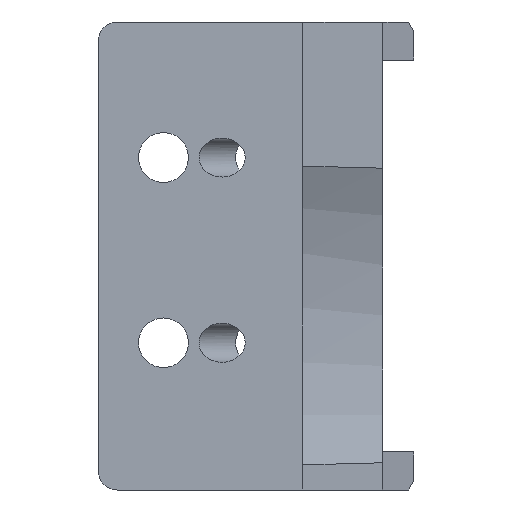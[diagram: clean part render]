
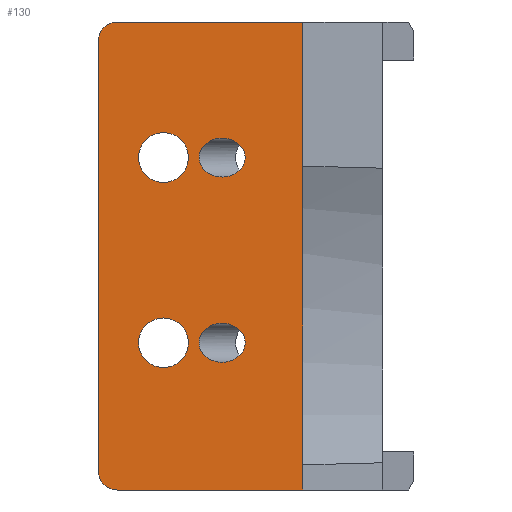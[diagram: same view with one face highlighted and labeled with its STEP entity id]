
A CAD part, front view. The second image highlights one B-rep face of the part: STEP entity #130.
In plain terms, the highlighted planar face has unit normal (0, -1, 0).
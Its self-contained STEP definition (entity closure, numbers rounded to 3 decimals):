
#30 = VERTEX_POINT ( 'NONE', #389 ) ;
#36 = CARTESIAN_POINT ( 'NONE',  ( -7.034, 4.125, 17.05 ) ) ;
#38 = AXIS2_PLACEMENT_3D ( 'NONE', #301, #508, #598 ) ;
#41 = CARTESIAN_POINT ( 'NONE',  ( -9.392, 4.125, 7.55 ) ) ;
#51 = VERTEX_POINT ( 'NONE', #230 ) ;
#52 = CARTESIAN_POINT ( 'NONE',  ( -14.571, 4.125, 1. ) ) ;
#55 = CARTESIAN_POINT ( 'NONE',  ( -7.034, 4.125, 15.05 ) ) ;
#60 = CARTESIAN_POINT ( 'NONE',  ( -9.392, 4.125, 19.05 ) ) ;
#84 = VERTEX_POINT ( 'NONE', #94 ) ;
#90 = FACE_BOUND ( 'NONE', #530, .T. ) ;
#94 = CARTESIAN_POINT ( 'NONE',  ( -11.221, 4.125, 8.825 ) ) ;
#97 = CARTESIAN_POINT ( 'NONE',  ( -14.571, 4.125, 24. ) ) ;
#100 = VERTEX_POINT ( 'NONE', #36 ) ;
#112 = FACE_BOUND ( 'NONE', #761, .T. ) ;
#114 = DIRECTION ( 'NONE',  ( 0., 0., 1. ) ) ;
#120 = EDGE_LOOP ( 'NONE', ( #182 ) ) ;
#122 = EDGE_CURVE ( 'NONE', #30, #30, #946, .T. ) ;
#130 = ADVANCED_FACE ( 'NONE', ( #90, #461, #782, #112, #689 ), #851, .F. ) ;
#150 = LINE ( 'NONE', #445, #526 ) ;
#171 = EDGE_CURVE ( 'NONE', #51, #244, #328, .T. ) ;
#173 = CARTESIAN_POINT ( 'NONE',  ( -7.034, 4.125, 5.55 ) ) ;
#180 = DIRECTION ( 'NONE',  ( 0., 0., 1. ) ) ;
#182 = ORIENTED_EDGE ( 'NONE', *, *, #779, .T. ) ;
#185 = CARTESIAN_POINT ( 'NONE',  ( -7.034, 4.125, 9.55 ) ) ;
#192 = ORIENTED_EDGE ( 'NONE', *, *, #609, .T. ) ;
#193 = CIRCLE ( 'NONE', #38, 1. ) ;
#224 = EDGE_CURVE ( 'NONE', #100, #100, #302, .T. ) ;
#228 = CARTESIAN_POINT ( 'NONE',  ( -4.071, 4.125, 24. ) ) ;
#230 = CARTESIAN_POINT ( 'NONE',  ( -13.571, 4.125, 0. ) ) ;
#243 = DIRECTION ( 'NONE',  ( 1., 0., 0. ) ) ;
#244 = VERTEX_POINT ( 'NONE', #561 ) ;
#296 = AXIS2_PLACEMENT_3D ( 'NONE', #97, #400, #180 ) ;
#301 = CARTESIAN_POINT ( 'NONE',  ( -13.571, 4.125, 23. ) ) ;
#302 =( BOUNDED_CURVE ( )  B_SPLINE_CURVE ( 3, ( #945, #55, #950, #874, #60, #495, #347 ),
 .UNSPECIFIED., .T., .T. ) 
 B_SPLINE_CURVE_WITH_KNOTS ( ( 4, 3, 4 ),
 ( 0., 3.142, 6.283 ),
 .UNSPECIFIED. ) 
 CURVE ( )  GEOMETRIC_REPRESENTATION_ITEM ( )  RATIONAL_B_SPLINE_CURVE ( ( 1., 0.333, 0.333, 1., 0.333, 0.333, 1. ) ) 
 REPRESENTATION_ITEM ( '' )  );
#308 = DIRECTION ( 'NONE',  ( 0., 1., 0. ) ) ;
#319 = CIRCLE ( 'NONE', #563, 1.275 ) ;
#327 = ORIENTED_EDGE ( 'NONE', *, *, #663, .F. ) ;
#328 = LINE ( 'NONE', #708, #406 ) ;
#331 = CARTESIAN_POINT ( 'NONE',  ( -11.221, 4.125, 18.325 ) ) ;
#345 = LINE ( 'NONE', #715, #939 ) ;
#347 = CARTESIAN_POINT ( 'NONE',  ( -7.034, 4.125, 17.05 ) ) ;
#351 = CIRCLE ( 'NONE', #423, 1.275 ) ;
#370 = DIRECTION ( 'NONE',  ( 0., 0., -1. ) ) ;
#389 = CARTESIAN_POINT ( 'NONE',  ( -7.034, 4.125, 7.55 ) ) ;
#397 = EDGE_CURVE ( 'NONE', #840, #619, #150, .T. ) ;
#400 = DIRECTION ( 'NONE',  ( 0., 1., 0. ) ) ;
#406 = VECTOR ( 'NONE', #243, 1000. ) ;
#408 = ORIENTED_EDGE ( 'NONE', *, *, #634, .F. ) ;
#423 = AXIS2_PLACEMENT_3D ( 'NONE', #749, #308, #504 ) ;
#427 = DIRECTION ( 'NONE',  ( 0., 0., -1. ) ) ;
#445 = CARTESIAN_POINT ( 'NONE',  ( -14.571, 4.125, 24. ) ) ;
#461 = FACE_BOUND ( 'NONE', #830, .T. ) ;
#466 = CARTESIAN_POINT ( 'NONE',  ( -9.392, 4.125, 9.55 ) ) ;
#467 = CIRCLE ( 'NONE', #624, 1. ) ;
#477 = CARTESIAN_POINT ( 'NONE',  ( -9.392, 4.125, 5.55 ) ) ;
#495 = CARTESIAN_POINT ( 'NONE',  ( -7.034, 4.125, 19.05 ) ) ;
#504 = DIRECTION ( 'NONE',  ( 0., 0., 1. ) ) ;
#508 = DIRECTION ( 'NONE',  ( 0., -1., 0. ) ) ;
#526 = VECTOR ( 'NONE', #370, 1000. ) ;
#530 = EDGE_LOOP ( 'NONE', ( #924 ) ) ;
#539 = CARTESIAN_POINT ( 'NONE',  ( -7.034, 4.125, 7.55 ) ) ;
#561 = CARTESIAN_POINT ( 'NONE',  ( -4.071, 4.125, 0. ) ) ;
#563 = AXIS2_PLACEMENT_3D ( 'NONE', #816, #676, #889 ) ;
#571 = ORIENTED_EDGE ( 'NONE', *, *, #397, .T. ) ;
#578 = CARTESIAN_POINT ( 'NONE',  ( -14.571, 4.125, 24. ) ) ;
#598 = DIRECTION ( 'NONE',  ( 0., 0., 1. ) ) ;
#609 = EDGE_CURVE ( 'NONE', #619, #51, #467, .T. ) ;
#611 = VERTEX_POINT ( 'NONE', #331 ) ;
#614 = ORIENTED_EDGE ( 'NONE', *, *, #741, .T. ) ;
#619 = VERTEX_POINT ( 'NONE', #52 ) ;
#624 = AXIS2_PLACEMENT_3D ( 'NONE', #710, #799, #114 ) ;
#634 = EDGE_CURVE ( 'NONE', #853, #244, #345, .T. ) ;
#663 = EDGE_CURVE ( 'NONE', #857, #853, #726, .T. ) ;
#676 = DIRECTION ( 'NONE',  ( 0., 1., 0. ) ) ;
#689 = FACE_OUTER_BOUND ( 'NONE', #723, .T. ) ;
#702 = ORIENTED_EDGE ( 'NONE', *, *, #122, .T. ) ;
#708 = CARTESIAN_POINT ( 'NONE',  ( -14.571, 4.125, 0. ) ) ;
#710 = CARTESIAN_POINT ( 'NONE',  ( -13.571, 4.125, 1. ) ) ;
#715 = CARTESIAN_POINT ( 'NONE',  ( -4.071, 4.125, 24. ) ) ;
#723 = EDGE_LOOP ( 'NONE', ( #571, #192, #778, #408, #327, #614 ) ) ;
#726 = LINE ( 'NONE', #578, #811 ) ;
#730 = CARTESIAN_POINT ( 'NONE',  ( -13.571, 4.125, 24. ) ) ;
#741 = EDGE_CURVE ( 'NONE', #857, #840, #193, .T. ) ;
#747 = EDGE_CURVE ( 'NONE', #84, #84, #319, .T. ) ;
#749 = CARTESIAN_POINT ( 'NONE',  ( -11.221, 4.125, 17.05 ) ) ;
#761 = EDGE_LOOP ( 'NONE', ( #845 ) ) ;
#778 = ORIENTED_EDGE ( 'NONE', *, *, #171, .T. ) ;
#779 = EDGE_CURVE ( 'NONE', #611, #611, #351, .T. ) ;
#782 = FACE_BOUND ( 'NONE', #120, .T. ) ;
#789 = DIRECTION ( 'NONE',  ( 1., 0., 0. ) ) ;
#799 = DIRECTION ( 'NONE',  ( 0., -1., 0. ) ) ;
#811 = VECTOR ( 'NONE', #789, 1000. ) ;
#816 = CARTESIAN_POINT ( 'NONE',  ( -11.221, 4.125, 7.55 ) ) ;
#820 = CARTESIAN_POINT ( 'NONE',  ( -14.571, 4.125, 23. ) ) ;
#830 = EDGE_LOOP ( 'NONE', ( #702 ) ) ;
#840 = VERTEX_POINT ( 'NONE', #820 ) ;
#845 = ORIENTED_EDGE ( 'NONE', *, *, #747, .T. ) ;
#851 = PLANE ( 'NONE',  #296 ) ;
#853 = VERTEX_POINT ( 'NONE', #228 ) ;
#855 = CARTESIAN_POINT ( 'NONE',  ( -7.034, 4.125, 7.55 ) ) ;
#857 = VERTEX_POINT ( 'NONE', #730 ) ;
#874 = CARTESIAN_POINT ( 'NONE',  ( -9.392, 4.125, 17.05 ) ) ;
#889 = DIRECTION ( 'NONE',  ( 0., 0., 1. ) ) ;
#924 = ORIENTED_EDGE ( 'NONE', *, *, #224, .T. ) ;
#939 = VECTOR ( 'NONE', #427, 1000. ) ;
#945 = CARTESIAN_POINT ( 'NONE',  ( -7.034, 4.125, 17.05 ) ) ;
#946 =( BOUNDED_CURVE ( )  B_SPLINE_CURVE ( 3, ( #539, #173, #477, #41, #466, #185, #855 ),
 .UNSPECIFIED., .T., .T. ) 
 B_SPLINE_CURVE_WITH_KNOTS ( ( 4, 3, 4 ),
 ( 0., 3.142, 6.283 ),
 .UNSPECIFIED. ) 
 CURVE ( )  GEOMETRIC_REPRESENTATION_ITEM ( )  RATIONAL_B_SPLINE_CURVE ( ( 1., 0.333, 0.333, 1., 0.333, 0.333, 1. ) ) 
 REPRESENTATION_ITEM ( '' )  );
#950 = CARTESIAN_POINT ( 'NONE',  ( -9.392, 4.125, 15.05 ) ) ;
